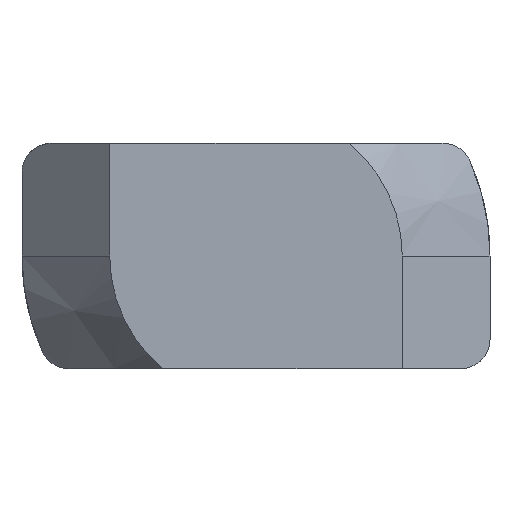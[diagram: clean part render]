
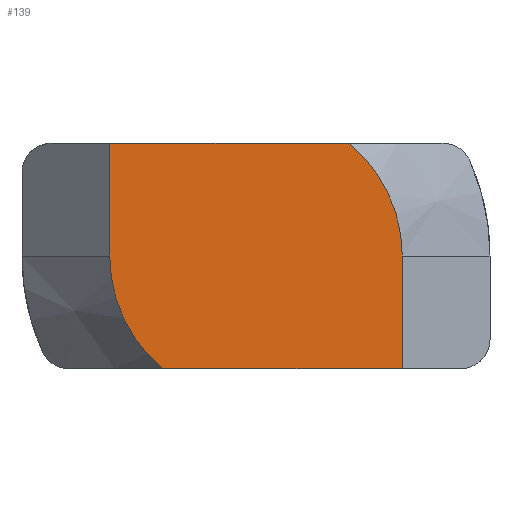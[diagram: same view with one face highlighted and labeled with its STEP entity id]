
A CAD part, front view. The second image highlights one B-rep face of the part: STEP entity #139.
In plain terms, the highlighted planar face has unit normal (0, -1, 0).
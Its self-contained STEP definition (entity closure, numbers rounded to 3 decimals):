
#139 = ADVANCED_FACE( '', ( #301 ), #302, .F. );
#301 = FACE_OUTER_BOUND( '', #482, .T. );
#302 = PLANE( '', #483 );
#482 = EDGE_LOOP( '', ( #832, #833, #834, #835, #836, #837 ) );
#483 = AXIS2_PLACEMENT_3D( '', #838, #839, #840 );
#832 = ORIENTED_EDGE( '', *, *, #1198, .T. );
#833 = ORIENTED_EDGE( '', *, *, #1186, .F. );
#834 = ORIENTED_EDGE( '', *, *, #1245, .F. );
#835 = ORIENTED_EDGE( '', *, *, #1248, .T. );
#836 = ORIENTED_EDGE( '', *, *, #1129, .T. );
#837 = ORIENTED_EDGE( '', *, *, #1174, .T. );
#838 = CARTESIAN_POINT( '', ( 8., 0., 3.85 ) );
#839 = DIRECTION( '', ( 0., 1., 0. ) );
#840 = DIRECTION( '', ( 0., 0., 1. ) );
#1129 = EDGE_CURVE( '', #1362, #1360, #1363, .T. );
#1174 = EDGE_CURVE( '', #1360, #1437, #1439, .T. );
#1186 = EDGE_CURVE( '', #1456, #1458, #1459, .T. );
#1198 = EDGE_CURVE( '', #1437, #1458, #1475, .T. );
#1245 = EDGE_CURVE( '', #1544, #1456, #1546, .T. );
#1248 = EDGE_CURVE( '', #1544, #1362, #1549, .T. );
#1360 = VERTEX_POINT( '', #1699 );
#1362 = VERTEX_POINT( '', #1706 );
#1363 = CIRCLE( '', #1707, 5. );
#1437 = VERTEX_POINT( '', #1802 );
#1439 = LINE( '', #1805, #1806 );
#1456 = VERTEX_POINT( '', #1838 );
#1458 = VERTEX_POINT( '', #1845 );
#1459 = CIRCLE( '', #1846, 5. );
#1475 = LINE( '', #1869, #1870 );
#1544 = VERTEX_POINT( '', #1955 );
#1546 = LINE( '', #1958, #1959 );
#1549 = LINE( '', #1963, #1964 );
#1699 = CARTESIAN_POINT( '', ( 3.19, 0., 3.85 ) );
#1706 = CARTESIAN_POINT( '', ( 5., 0., 0. ) );
#1707 = AXIS2_PLACEMENT_3D( '', #2089, #2090, #2091 );
#1802 = CARTESIAN_POINT( '', ( -5., 0., 3.85 ) );
#1805 = CARTESIAN_POINT( '', ( 8., 0., 3.85 ) );
#1806 = VECTOR( '', #2156, 1000. );
#1838 = CARTESIAN_POINT( '', ( -3.19, 0., -3.85 ) );
#1845 = CARTESIAN_POINT( '', ( -5., 0., 0. ) );
#1846 = AXIS2_PLACEMENT_3D( '', #2166, #2167, #2168 );
#1869 = CARTESIAN_POINT( '', ( -5., 0., 3.85 ) );
#1870 = VECTOR( '', #2179, 1000. );
#1955 = CARTESIAN_POINT( '', ( 5., 0., -3.85 ) );
#1958 = CARTESIAN_POINT( '', ( 8., 0., -3.85 ) );
#1959 = VECTOR( '', #2248, 1000. );
#1963 = CARTESIAN_POINT( '', ( 5., 0., -3.85 ) );
#1964 = VECTOR( '', #2250, 1000. );
#2089 = CARTESIAN_POINT( '', ( 0., 0., 0. ) );
#2090 = DIRECTION( '', ( 0., -1., 0. ) );
#2091 = DIRECTION( '', ( 0., 0., -1. ) );
#2156 = DIRECTION( '', ( -1., 0., 0. ) );
#2166 = CARTESIAN_POINT( '', ( 0., 0., 0. ) );
#2167 = DIRECTION( '', ( 0., 1., 0. ) );
#2168 = DIRECTION( '', ( 0., 0., 1. ) );
#2179 = DIRECTION( '', ( 0., 0., -1. ) );
#2248 = DIRECTION( '', ( -1., 0., 0. ) );
#2250 = DIRECTION( '', ( 0., 0., 1. ) );
